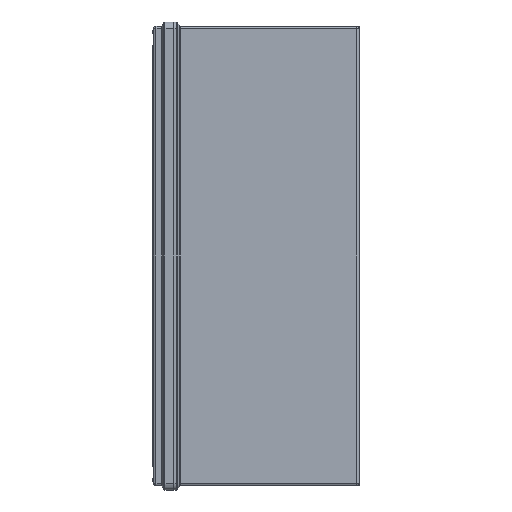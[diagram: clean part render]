
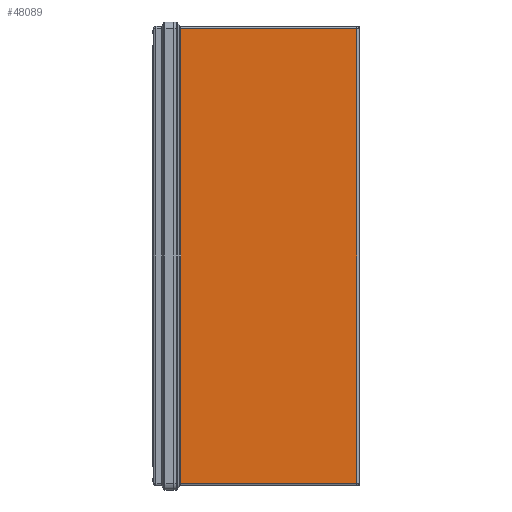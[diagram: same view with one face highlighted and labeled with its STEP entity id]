
A CAD part, left-side view. The second image highlights one B-rep face of the part: STEP entity #48089.
In plain terms, the highlighted planar face has unit normal (-1, 0, 0).
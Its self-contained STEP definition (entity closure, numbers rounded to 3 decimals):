
#581 = VECTOR ( 'NONE', #46718, 1000. ) ;
#7154 = CARTESIAN_POINT ( 'NONE',  ( -167.25, -133.3, -165.45 ) ) ;
#9297 = CARTESIAN_POINT ( 'NONE',  ( -167.25, -4.994, -167.25 ) ) ;
#9614 = DIRECTION ( 'NONE',  ( -1., 0., 0. ) ) ;
#14671 = VECTOR ( 'NONE', #56050, 1000. ) ;
#14926 = FACE_OUTER_BOUND ( 'NONE', #38824, .T. ) ;
#16811 = VERTEX_POINT ( 'NONE', #7154 ) ;
#20784 = VECTOR ( 'NONE', #57504, 1000. ) ;
#23412 = EDGE_CURVE ( 'NONE', #30285, #16811, #39350, .T. ) ;
#25038 = CARTESIAN_POINT ( 'NONE',  ( -167.25, -134.8, 165.45 ) ) ;
#27394 = EDGE_CURVE ( 'NONE', #40612, #30285, #33894, .T. ) ;
#30285 = VERTEX_POINT ( 'NONE', #58197 ) ;
#33894 = LINE ( 'NONE', #9297, #581 ) ;
#34065 = EDGE_CURVE ( 'NONE', #53796, #40612, #78900, .T. ) ;
#34434 = ORIENTED_EDGE ( 'NONE', *, *, #58154, .T. ) ;
#38824 = EDGE_LOOP ( 'NONE', ( #54776, #34434, #61658, #43327 ) ) ;
#39350 = LINE ( 'NONE', #51252, #20784 ) ;
#40612 = VERTEX_POINT ( 'NONE', #58602 ) ;
#43327 = ORIENTED_EDGE ( 'NONE', *, *, #27394, .T. ) ;
#46718 = DIRECTION ( 'NONE',  ( 0., 0., -1. ) ) ;
#47009 = CARTESIAN_POINT ( 'NONE',  ( -167.25, -133.3, 165.45 ) ) ;
#47033 = CARTESIAN_POINT ( 'NONE',  ( -167.25, -134.8, -167.25 ) ) ;
#48089 = ADVANCED_FACE ( 'NONE', ( #14926 ), #52985, .T. ) ;
#51134 = DIRECTION ( 'NONE',  ( 0., 0., 1. ) ) ;
#51252 = CARTESIAN_POINT ( 'NONE',  ( -167.25, -134.8, -165.45 ) ) ;
#52985 = PLANE ( 'NONE',  #61798 ) ;
#53251 = DIRECTION ( 'NONE',  ( 0., 0., 1. ) ) ;
#53796 = VERTEX_POINT ( 'NONE', #47009 ) ;
#54776 = ORIENTED_EDGE ( 'NONE', *, *, #23412, .T. ) ;
#56050 = DIRECTION ( 'NONE',  ( 0., 1., 0. ) ) ;
#57121 = CARTESIAN_POINT ( 'NONE',  ( -167.25, -133.3, 165.45 ) ) ;
#57504 = DIRECTION ( 'NONE',  ( 0., -1., 0. ) ) ;
#58154 = EDGE_CURVE ( 'NONE', #16811, #53796, #67468, .T. ) ;
#58197 = CARTESIAN_POINT ( 'NONE',  ( -167.25, -4.994, -165.45 ) ) ;
#58602 = CARTESIAN_POINT ( 'NONE',  ( -167.25, -4.994, 165.45 ) ) ;
#61658 = ORIENTED_EDGE ( 'NONE', *, *, #34065, .T. ) ;
#61798 = AXIS2_PLACEMENT_3D ( 'NONE', #47033, #9614, #53251 ) ;
#65556 = VECTOR ( 'NONE', #51134, 1000. ) ;
#67468 = LINE ( 'NONE', #57121, #65556 ) ;
#78900 = LINE ( 'NONE', #25038, #14671 ) ;
